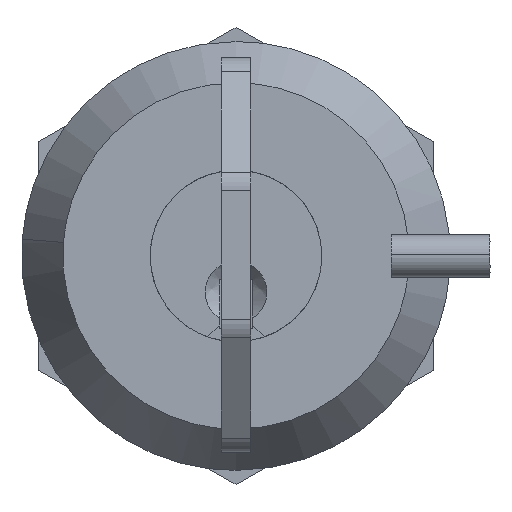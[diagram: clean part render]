
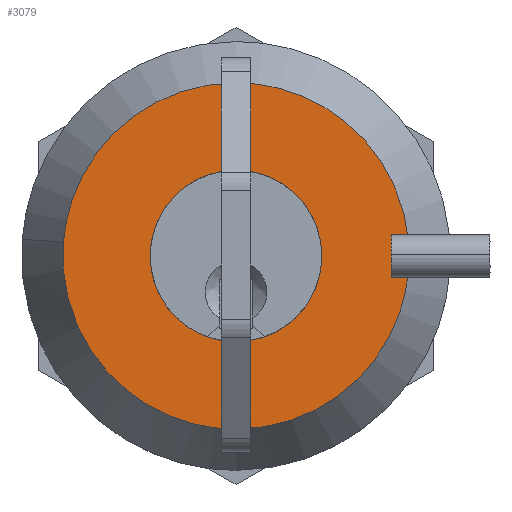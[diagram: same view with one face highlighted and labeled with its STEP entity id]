
A CAD part, front view. The second image highlights one B-rep face of the part: STEP entity #3079.
In plain terms, the highlighted free-form (B-spline) face has degree [1, 1] with [2, 2] control points.
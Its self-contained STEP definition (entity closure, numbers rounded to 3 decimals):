
#2683=CARTESIAN_POINT('',(5.2,-5.,0.045));
#2684=VERTEX_POINT('',#2683);
#2690=CARTESIAN_POINT('',(0.0,-5.,5.2));
#2691=VERTEX_POINT('',#2690);
#2692=CARTESIAN_POINT('',(5.2,-5.,0.045));
#2693=CARTESIAN_POINT('',(5.155,-5.,5.2));
#2694=CARTESIAN_POINT('',(0.0,-5.,5.2));
#2702=(BOUNDED_CURVE()B_SPLINE_CURVE(2,(#2692,#2693,#2694),.UNSPECIFIED.,.F.,.U.)B_SPLINE_CURVE_WITH_KNOTS((3,3),(0.252,0.5),.UNSPECIFIED.)CURVE()GEOMETRIC_REPRESENTATION_ITEM()RATIONAL_B_SPLINE_CURVE((0.996,0.709,1.0))REPRESENTATION_ITEM(''));
#2703=EDGE_CURVE('',#2684,#2691,#2702,.T.);
#2705=CARTESIAN_POINT('',(-5.2,-5.,-0.045));
#2706=VERTEX_POINT('',#2705);
#2707=CARTESIAN_POINT('',(0.0,-5.,5.2));
#2708=CARTESIAN_POINT('',(-5.2,-5.,5.2));
#2709=CARTESIAN_POINT('',(-5.2,-5.,0.0));
#2710=CARTESIAN_POINT('',(-5.2,-5.,-0.023));
#2711=CARTESIAN_POINT('',(-5.2,-5.,-0.045));
#2719=(BOUNDED_CURVE()B_SPLINE_CURVE(2,(#2707,#2708,#2709,#2710,#2711),.UNSPECIFIED.,.F.,.U.)B_SPLINE_CURVE_WITH_KNOTS((3,2,3),(0.5,0.75,0.752),.UNSPECIFIED.)CURVE()GEOMETRIC_REPRESENTATION_ITEM()RATIONAL_B_SPLINE_CURVE((1.0,0.707,1.0,0.998,0.996))REPRESENTATION_ITEM(''));
#2720=EDGE_CURVE('',#2691,#2706,#2719,.T.);
#2752=CARTESIAN_POINT('',(0.0,-5.,-5.2));
#2753=VERTEX_POINT('',#2752);
#2754=CARTESIAN_POINT('',(-5.2,-5.,-0.045));
#2755=CARTESIAN_POINT('',(-5.155,-5.,-5.2));
#2756=CARTESIAN_POINT('',(0.0,-5.,-5.2));
#2764=(BOUNDED_CURVE()B_SPLINE_CURVE(2,(#2754,#2755,#2756),.UNSPECIFIED.,.F.,.U.)B_SPLINE_CURVE_WITH_KNOTS((3,3),(0.752,1.0),.UNSPECIFIED.)CURVE()GEOMETRIC_REPRESENTATION_ITEM()RATIONAL_B_SPLINE_CURVE((0.996,0.709,1.0))REPRESENTATION_ITEM(''));
#2765=EDGE_CURVE('',#2706,#2753,#2764,.T.);
#2767=CARTESIAN_POINT('',(0.0,-5.,-5.2));
#2768=CARTESIAN_POINT('',(5.2,-5.,-5.2));
#2769=CARTESIAN_POINT('',(5.2,-5.,0.0));
#2770=CARTESIAN_POINT('',(5.2,-5.,0.023));
#2771=CARTESIAN_POINT('',(5.2,-5.,0.045));
#2779=(BOUNDED_CURVE()B_SPLINE_CURVE(2,(#2767,#2768,#2769,#2770,#2771),.UNSPECIFIED.,.F.,.U.)B_SPLINE_CURVE_WITH_KNOTS((3,2,3),(0.0,0.25,0.252),.UNSPECIFIED.)CURVE()GEOMETRIC_REPRESENTATION_ITEM()RATIONAL_B_SPLINE_CURVE((1.0,0.707,1.0,0.998,0.996))REPRESENTATION_ITEM(''));
#2780=EDGE_CURVE('',#2753,#2684,#2779,.T.);
#2956=CARTESIAN_POINT('',(0.0,-5.,10.5));
#2957=VERTEX_POINT('',#2956);
#2958=CARTESIAN_POINT('',(-10.468,-5.,0.824));
#2959=VERTEX_POINT('',#2958);
#2960=CARTESIAN_POINT('',(0.0,-5.,10.5));
#2961=CARTESIAN_POINT('',(-9.706,-5.,10.5));
#2962=CARTESIAN_POINT('',(-10.468,-5.,0.824));
#2970=(BOUNDED_CURVE()B_SPLINE_CURVE(2,(#2960,#2961,#2962),.UNSPECIFIED.,.F.,.U.)B_SPLINE_CURVE_WITH_KNOTS((3,3),(0.0,0.236),.UNSPECIFIED.)CURVE()GEOMETRIC_REPRESENTATION_ITEM()RATIONAL_B_SPLINE_CURVE((1.0,0.723,0.97))REPRESENTATION_ITEM(''));
#2971=EDGE_CURVE('',#2957,#2959,#2970,.T.);
#2973=CARTESIAN_POINT('',(10.468,-5.,-0.824));
#2974=VERTEX_POINT('',#2973);
#2975=CARTESIAN_POINT('',(10.468,-5.,-0.824));
#2976=CARTESIAN_POINT('',(10.5,-5.,-0.413));
#2977=CARTESIAN_POINT('',(10.5,-5.,0.));
#2978=CARTESIAN_POINT('',(10.5,-5.,10.5));
#2979=CARTESIAN_POINT('',(0.0,-5.,10.5));
#2987=(BOUNDED_CURVE()B_SPLINE_CURVE(2,(#2975,#2976,#2977,#2978,#2979),.UNSPECIFIED.,.F.,.U.)B_SPLINE_CURVE_WITH_KNOTS((3,2,3),(0.736,0.75,1.0),.UNSPECIFIED.)CURVE()GEOMETRIC_REPRESENTATION_ITEM()RATIONAL_B_SPLINE_CURVE((0.97,0.984,1.0,0.707,1.0))REPRESENTATION_ITEM(''));
#2988=EDGE_CURVE('',#2974,#2957,#2987,.T.);
#3024=CARTESIAN_POINT('',(0.0,-5.,-10.5));
#3025=VERTEX_POINT('',#3024);
#3026=CARTESIAN_POINT('',(-10.468,-5.,0.824));
#3027=CARTESIAN_POINT('',(-10.5,-5.,0.413));
#3028=CARTESIAN_POINT('',(-10.5,-5.,0.));
#3029=CARTESIAN_POINT('',(-10.5,-5.,-10.5));
#3030=CARTESIAN_POINT('',(0.0,-5.,-10.5));
#3038=(BOUNDED_CURVE()B_SPLINE_CURVE(2,(#3026,#3027,#3028,#3029,#3030),.UNSPECIFIED.,.F.,.U.)B_SPLINE_CURVE_WITH_KNOTS((3,2,3),(0.236,0.25,0.5),.UNSPECIFIED.)CURVE()GEOMETRIC_REPRESENTATION_ITEM()RATIONAL_B_SPLINE_CURVE((0.97,0.984,1.0,0.707,1.0))REPRESENTATION_ITEM(''));
#3039=EDGE_CURVE('',#2959,#3025,#3038,.T.);
#3046=CARTESIAN_POINT('',(0.0,-5.,-10.5));
#3047=CARTESIAN_POINT('',(9.706,-5.,-10.5));
#3048=CARTESIAN_POINT('',(10.468,-5.,-0.824));
#3056=(BOUNDED_CURVE()B_SPLINE_CURVE(2,(#3046,#3047,#3048),.UNSPECIFIED.,.F.,.U.)B_SPLINE_CURVE_WITH_KNOTS((3,3),(0.5,0.736),.UNSPECIFIED.)CURVE()GEOMETRIC_REPRESENTATION_ITEM()RATIONAL_B_SPLINE_CURVE((1.0,0.723,0.97))REPRESENTATION_ITEM(''));
#3057=EDGE_CURVE('',#3025,#2974,#3056,.T.);
#3062=CARTESIAN_POINT('',(11.546,-5.,11.549));
#3063=CARTESIAN_POINT('',(11.546,-5.,-11.549));
#3064=CARTESIAN_POINT('',(-11.546,-5.,11.549));
#3065=CARTESIAN_POINT('',(-11.546,-5.,-11.549));
#3066=B_SPLINE_SURFACE_WITH_KNOTS('',1,1,((#3062,#3064),(#3063,#3065)),.UNSPECIFIED.,.F.,.F.,.U.,(2,2),(2,2),(0.0,23.098),(0.0,23.092),.UNSPECIFIED.);
#3067=ORIENTED_EDGE('',*,*,#2971,.T.);
#3068=ORIENTED_EDGE('',*,*,#3039,.T.);
#3069=ORIENTED_EDGE('',*,*,#3057,.T.);
#3070=ORIENTED_EDGE('',*,*,#2988,.T.);
#3071=EDGE_LOOP('',(#3067,#3068,#3069,#3070));
#3072=FACE_OUTER_BOUND('',#3071,.T.);
#3073=ORIENTED_EDGE('',*,*,#2720,.F.);
#3074=ORIENTED_EDGE('',*,*,#2703,.F.);
#3075=ORIENTED_EDGE('',*,*,#2780,.F.);
#3076=ORIENTED_EDGE('',*,*,#2765,.F.);
#3077=EDGE_LOOP('',(#3073,#3074,#3075,#3076));
#3078=FACE_BOUND('',#3077,.T.);
#3079=ADVANCED_FACE('',(#3072,#3078),#3066,.F.);
